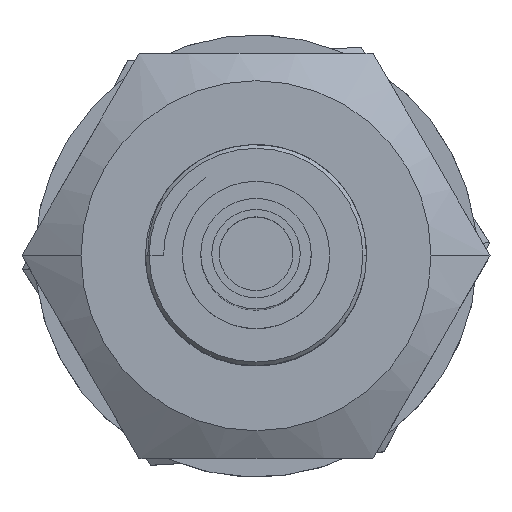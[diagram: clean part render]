
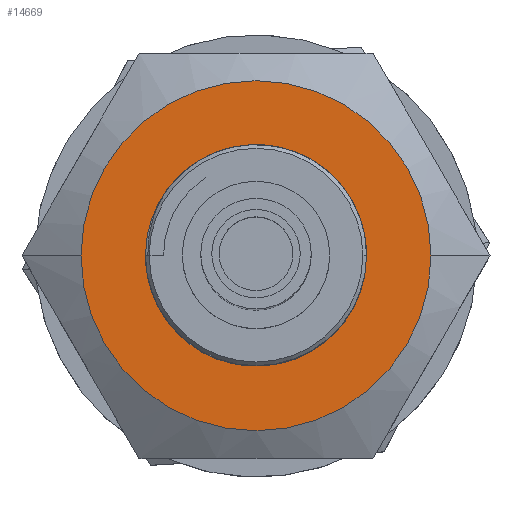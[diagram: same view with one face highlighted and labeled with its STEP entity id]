
A CAD part, top view. The second image highlights one B-rep face of the part: STEP entity #14669.
In plain terms, the highlighted planar face has unit normal (0, 0, 1).
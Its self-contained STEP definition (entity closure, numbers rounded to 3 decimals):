
#297 = ORIENTED_EDGE ( 'NONE', *, *, #24765, .F. ) ;
#551 = DIRECTION ( 'NONE',  ( -1., 0., 0. ) ) ;
#944 = ORIENTED_EDGE ( 'NONE', *, *, #10207, .T. ) ;
#1250 = VERTEX_POINT ( 'NONE', #20314 ) ;
#1743 = ORIENTED_EDGE ( 'NONE', *, *, #3890, .T. ) ;
#2304 = DIRECTION ( 'NONE',  ( 0., 0., -1. ) ) ;
#2753 = VERTEX_POINT ( 'NONE', #14632 ) ;
#2791 = CARTESIAN_POINT ( 'NONE',  ( 0., 0., 0. ) ) ;
#3785 = AXIS2_PLACEMENT_3D ( 'NONE', #10361, #14436, #18201 ) ;
#3890 = EDGE_CURVE ( 'NONE', #1250, #19897, #6468, .T. ) ;
#4629 = FACE_BOUND ( 'NONE', #8775, .T. ) ;
#5275 = DIRECTION ( 'NONE',  ( -1., 0., 0. ) ) ;
#6468 = CIRCLE ( 'NONE', #8616, 1.41 ) ;
#7282 = ORIENTED_EDGE ( 'NONE', *, *, #12326, .F. ) ;
#7984 = DIRECTION ( 'NONE',  ( 0., 0., -1. ) ) ;
#8121 = CARTESIAN_POINT ( 'NONE',  ( 0., 0., 0. ) ) ;
#8182 = AXIS2_PLACEMENT_3D ( 'NONE', #23720, #17826, #5275 ) ;
#8616 = AXIS2_PLACEMENT_3D ( 'NONE', #2791, #14786, #551 ) ;
#8775 = EDGE_LOOP ( 'NONE', ( #1743, #944 ) ) ;
#9327 = EDGE_LOOP ( 'NONE', ( #7282, #297 ) ) ;
#9432 = FACE_OUTER_BOUND ( 'NONE', #9327, .T. ) ;
#9806 = CIRCLE ( 'NONE', #13024, 2.375 ) ;
#10008 = CARTESIAN_POINT ( 'NONE',  ( 0., 0., 0. ) ) ;
#10207 = EDGE_CURVE ( 'NONE', #19897, #1250, #15272, .T. ) ;
#10361 = CARTESIAN_POINT ( 'NONE',  ( -4.763, -2.75, 0. ) ) ;
#10885 = AXIS2_PLACEMENT_3D ( 'NONE', #8121, #2304, #26389 ) ;
#11907 = CIRCLE ( 'NONE', #8182, 2.375 ) ;
#12326 = EDGE_CURVE ( 'NONE', #23746, #2753, #9806, .T. ) ;
#13024 = AXIS2_PLACEMENT_3D ( 'NONE', #10008, #7984, #20018 ) ;
#14436 = DIRECTION ( 'NONE',  ( 0., 0., -1. ) ) ;
#14632 = CARTESIAN_POINT ( 'NONE',  ( 2.375, 0., 0. ) ) ;
#14669 = ADVANCED_FACE ( 'NONE', ( #4629, #9432 ), #22479, .F. ) ;
#14786 = DIRECTION ( 'NONE',  ( 0., 0., -1. ) ) ;
#15272 = CIRCLE ( 'NONE', #10885, 1.41 ) ;
#17826 = DIRECTION ( 'NONE',  ( 0., 0., -1. ) ) ;
#18201 = DIRECTION ( 'NONE',  ( -1., 0., 0. ) ) ;
#19897 = VERTEX_POINT ( 'NONE', #26400 ) ;
#20018 = DIRECTION ( 'NONE',  ( -1., 0., 0. ) ) ;
#20314 = CARTESIAN_POINT ( 'NONE',  ( 1.41, 0., 0. ) ) ;
#22479 = PLANE ( 'NONE',  #3785 ) ;
#23720 = CARTESIAN_POINT ( 'NONE',  ( 0., 0., 0. ) ) ;
#23746 = VERTEX_POINT ( 'NONE', #25203 ) ;
#24765 = EDGE_CURVE ( 'NONE', #2753, #23746, #11907, .T. ) ;
#25203 = CARTESIAN_POINT ( 'NONE',  ( -2.375, 0., 0. ) ) ;
#26389 = DIRECTION ( 'NONE',  ( -1., 0., 0. ) ) ;
#26400 = CARTESIAN_POINT ( 'NONE',  ( -1.41, 0., 0. ) ) ;
